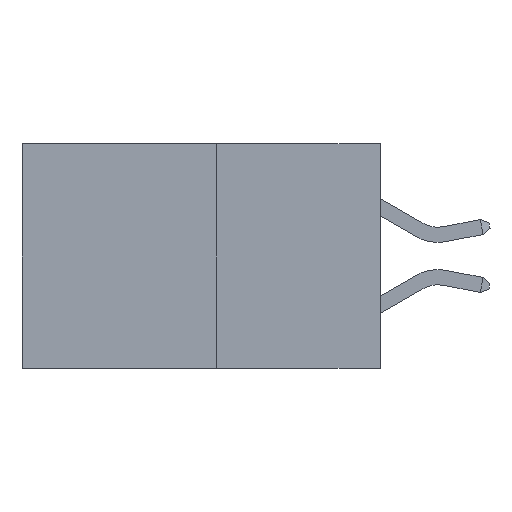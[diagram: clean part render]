
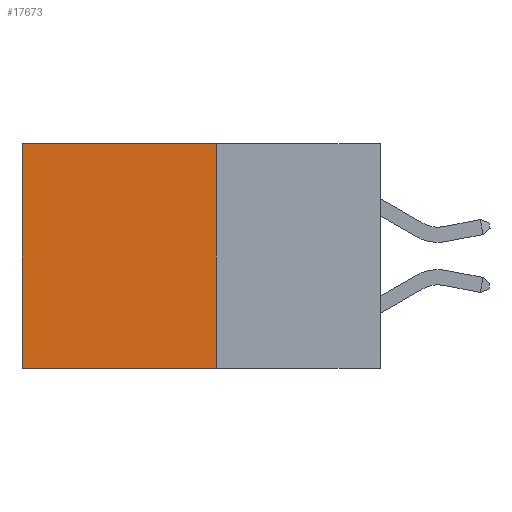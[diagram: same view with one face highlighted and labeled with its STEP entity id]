
A CAD part, left-side view. The second image highlights one B-rep face of the part: STEP entity #17673.
In plain terms, the highlighted planar face has unit normal (-1, 0, 0).
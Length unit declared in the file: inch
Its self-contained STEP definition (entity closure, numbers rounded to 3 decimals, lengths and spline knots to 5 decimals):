
#1861 = DIRECTION ( 'NONE',  ( 0., 0., -1. ) ) ;
#3028 = CARTESIAN_POINT ( 'NONE',  ( 0.277, 0.27, 0. ) ) ;
#3622 = VECTOR ( 'NONE', #1861, 39.37008 ) ;
#3810 = LINE ( 'NONE', #22804, #24100 ) ;
#5362 = VERTEX_POINT ( 'NONE', #19259 ) ;
#6927 = CARTESIAN_POINT ( 'NONE',  ( 0.277, 0.27, -0.37 ) ) ;
#7083 = ORIENTED_EDGE ( 'NONE', *, *, #23123, .F. ) ;
#7632 = LINE ( 'NONE', #6927, #11074 ) ;
#8618 = ORIENTED_EDGE ( 'NONE', *, *, #10440, .T. ) ;
#9205 = FACE_OUTER_BOUND ( 'NONE', #17785, .T. ) ;
#9206 = DIRECTION ( 'NONE',  ( 0., 1., 0. ) ) ;
#9380 = CARTESIAN_POINT ( 'NONE',  ( 0.277, 0.27, -0.37 ) ) ;
#10440 = EDGE_CURVE ( 'NONE', #21133, #5362, #24140, .T. ) ;
#10945 = CARTESIAN_POINT ( 'NONE',  ( 0.277, 0.27, -0.37 ) ) ;
#11067 = DIRECTION ( 'NONE',  ( 0., 1., 0. ) ) ;
#11074 = VECTOR ( 'NONE', #20503, 39.37008 ) ;
#11485 = PLANE ( 'NONE',  #23865 ) ;
#11933 = CARTESIAN_POINT ( 'NONE',  ( 0.277, 0.59, -0.37 ) ) ;
#13436 = DIRECTION ( 'NONE',  ( 0., 0., -1. ) ) ;
#14217 = ORIENTED_EDGE ( 'NONE', *, *, #15489, .T. ) ;
#14456 = VECTOR ( 'NONE', #11067, 39.37008 ) ;
#14737 = VERTEX_POINT ( 'NONE', #17560 ) ;
#14977 = CARTESIAN_POINT ( 'NONE',  ( 0.277, 0.27, 0. ) ) ;
#15489 = EDGE_CURVE ( 'NONE', #5362, #14737, #24530, .T. ) ;
#15735 = ORIENTED_EDGE ( 'NONE', *, *, #23008, .F. ) ;
#17560 = CARTESIAN_POINT ( 'NONE',  ( 0.277, 0.59, -0.37 ) ) ;
#17673 = ADVANCED_FACE ( 'NONE', ( #9205 ), #11485, .F. ) ;
#17785 = EDGE_LOOP ( 'NONE', ( #14217, #7083, #15735, #8618 ) ) ;
#19259 = CARTESIAN_POINT ( 'NONE',  ( 0.277, 0.59, 0. ) ) ;
#19885 = VERTEX_POINT ( 'NONE', #10945 ) ;
#20503 = DIRECTION ( 'NONE',  ( 0., 0., -1. ) ) ;
#21133 = VERTEX_POINT ( 'NONE', #14977 ) ;
#22804 = CARTESIAN_POINT ( 'NONE',  ( 0.277, 0.27, -0.37 ) ) ;
#23008 = EDGE_CURVE ( 'NONE', #21133, #19885, #7632, .T. ) ;
#23123 = EDGE_CURVE ( 'NONE', #19885, #14737, #3810, .T. ) ;
#23865 = AXIS2_PLACEMENT_3D ( 'NONE', #9380, #25057, #13436 ) ;
#24100 = VECTOR ( 'NONE', #9206, 39.37008 ) ;
#24140 = LINE ( 'NONE', #3028, #14456 ) ;
#24530 = LINE ( 'NONE', #11933, #3622 ) ;
#25057 = DIRECTION ( 'NONE',  ( 1., 0., 0. ) ) ;
